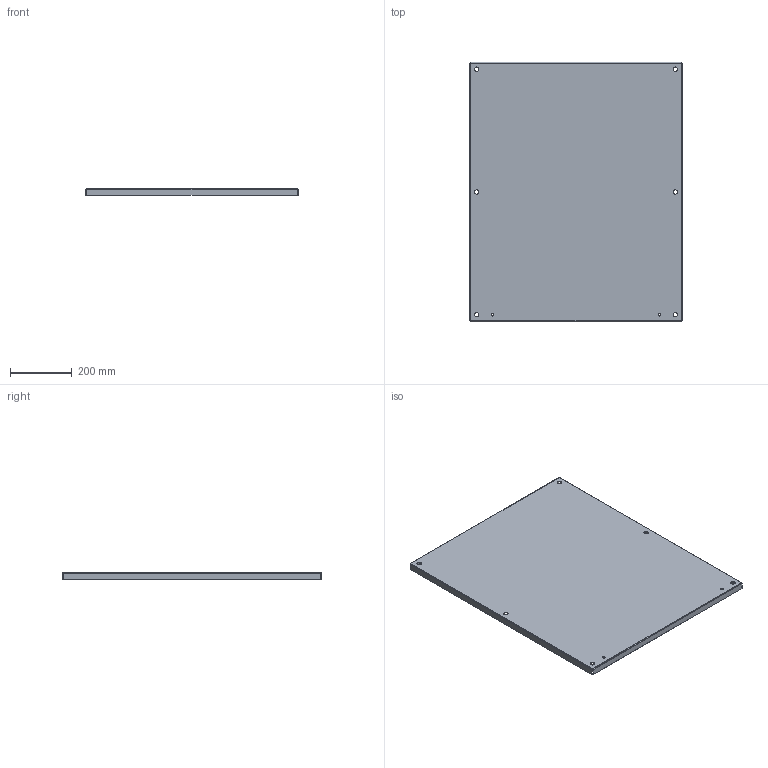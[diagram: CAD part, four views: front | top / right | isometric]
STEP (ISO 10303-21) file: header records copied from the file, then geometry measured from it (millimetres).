
FILE_DESCRIPTION((''),'2;1');
FILE_NAME('NP3630PP.stp','2013-07-05T12:58:05',('ps'),(''),'Autodesk Inventor 2012','Autodesk Inventor 2012','');
FILE_SCHEMA(('AUTOMOTIVE_DESIGN { 1 0 10303 214 1 1 1 1 }'));
Length unit declared in the file: inch
Products named in the file (1): NP3630PP
Bounding box: 685.8 x 838.2 x 22.23 mm (x, y, z)
Volume: 1189746.4 mm3; surface area: 1272582.4 mm2
Topology: 1 solids, 1 shells, 46 faces, 100 edges, 56 vertices
Faces by surface type: plane 22, cylinder 16, bspline 8
Full cylindrical faces by diameter (mm): 7.925 x2, 14.3 x6
Entity records: 1469 total; most frequent: CARTESIAN_POINT 443, ORIENTED_EDGE 184, DIRECTION 170, EDGE_CURVE 92, EDGE_LOOP 70, VECTOR 60, LINE 60, VERTEX_POINT 56
